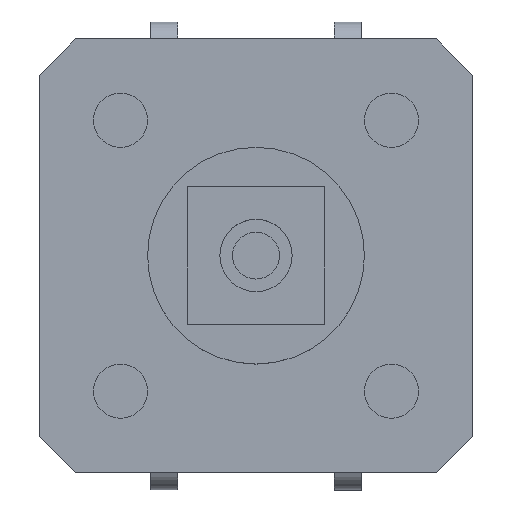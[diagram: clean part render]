
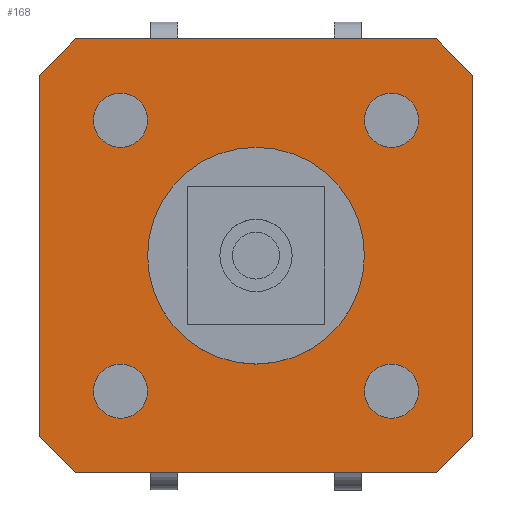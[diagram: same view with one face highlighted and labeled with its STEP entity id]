
A CAD part, top view. The second image highlights one B-rep face of the part: STEP entity #168.
In plain terms, the highlighted planar face has unit normal (0, 0, 1).
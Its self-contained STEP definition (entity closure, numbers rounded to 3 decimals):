
#24 = VERTEX_POINT('',#25);
#25 = CARTESIAN_POINT('',(-6.,-5.,3.3));
#31 = EDGE_CURVE('',#24,#32,#34,.T.);
#32 = VERTEX_POINT('',#33);
#33 = CARTESIAN_POINT('',(-6.,5.,3.3));
#34 = LINE('',#35,#36);
#35 = CARTESIAN_POINT('',(-6.,-5.,3.3));
#36 = VECTOR('',#37,1.);
#37 = DIRECTION('',(0.,1.,0.));
#62 = EDGE_CURVE('',#24,#63,#65,.T.);
#63 = VERTEX_POINT('',#64);
#64 = CARTESIAN_POINT('',(-5.,-6.,3.3));
#65 = LINE('',#66,#67);
#66 = CARTESIAN_POINT('',(-6.,-5.,3.3));
#67 = VECTOR('',#68,1.);
#68 = DIRECTION('',(0.707,-0.707,0.));
#93 = EDGE_CURVE('',#32,#94,#96,.T.);
#94 = VERTEX_POINT('',#95);
#95 = CARTESIAN_POINT('',(-5.,6.,3.3));
#96 = LINE('',#97,#98);
#97 = CARTESIAN_POINT('',(-6.,5.,3.3));
#98 = VECTOR('',#99,1.);
#99 = DIRECTION('',(0.707,0.707,0.));
#168 = ADVANCED_FACE('',(#169,#212,#223,#234,#245,#256),#267,.F.);
#169 = FACE_BOUND('',#170,.F.);
#170 = EDGE_LOOP('',(#171,#172,#173,#181,#189,#197,#205,#211));
#171 = ORIENTED_EDGE('',*,*,#31,.T.);
#172 = ORIENTED_EDGE('',*,*,#93,.T.);
#173 = ORIENTED_EDGE('',*,*,#174,.T.);
#174 = EDGE_CURVE('',#94,#175,#177,.T.);
#175 = VERTEX_POINT('',#176);
#176 = CARTESIAN_POINT('',(5.,6.,3.3));
#177 = LINE('',#178,#179);
#178 = CARTESIAN_POINT('',(-5.,6.,3.3));
#179 = VECTOR('',#180,1.);
#180 = DIRECTION('',(1.,0.,0.));
#181 = ORIENTED_EDGE('',*,*,#182,.T.);
#182 = EDGE_CURVE('',#175,#183,#185,.T.);
#183 = VERTEX_POINT('',#184);
#184 = CARTESIAN_POINT('',(6.,5.,3.3));
#185 = LINE('',#186,#187);
#186 = CARTESIAN_POINT('',(5.,6.,3.3));
#187 = VECTOR('',#188,1.);
#188 = DIRECTION('',(0.707,-0.707,0.));
#189 = ORIENTED_EDGE('',*,*,#190,.T.);
#190 = EDGE_CURVE('',#183,#191,#193,.T.);
#191 = VERTEX_POINT('',#192);
#192 = CARTESIAN_POINT('',(6.,-5.,3.3));
#193 = LINE('',#194,#195);
#194 = CARTESIAN_POINT('',(6.,5.,3.3));
#195 = VECTOR('',#196,1.);
#196 = DIRECTION('',(0.,-1.,0.));
#197 = ORIENTED_EDGE('',*,*,#198,.F.);
#198 = EDGE_CURVE('',#199,#191,#201,.T.);
#199 = VERTEX_POINT('',#200);
#200 = CARTESIAN_POINT('',(5.,-6.,3.3));
#201 = LINE('',#202,#203);
#202 = CARTESIAN_POINT('',(5.,-6.,3.3));
#203 = VECTOR('',#204,1.);
#204 = DIRECTION('',(0.707,0.707,0.));
#205 = ORIENTED_EDGE('',*,*,#206,.T.);
#206 = EDGE_CURVE('',#199,#63,#207,.T.);
#207 = LINE('',#208,#209);
#208 = CARTESIAN_POINT('',(5.,-6.,3.3));
#209 = VECTOR('',#210,1.);
#210 = DIRECTION('',(-1.,0.,0.));
#211 = ORIENTED_EDGE('',*,*,#62,.F.);
#212 = FACE_BOUND('',#213,.F.);
#213 = EDGE_LOOP('',(#214));
#214 = ORIENTED_EDGE('',*,*,#215,.T.);
#215 = EDGE_CURVE('',#216,#216,#218,.T.);
#216 = VERTEX_POINT('',#217);
#217 = CARTESIAN_POINT('',(4.5,-3.75,3.3));
#218 = CIRCLE('',#219,0.75);
#219 = AXIS2_PLACEMENT_3D('',#220,#221,#222);
#220 = CARTESIAN_POINT('',(3.75,-3.75,3.3));
#221 = DIRECTION('',(0.,0.,1.));
#222 = DIRECTION('',(1.,0.,0.));
#223 = FACE_BOUND('',#224,.F.);
#224 = EDGE_LOOP('',(#225));
#225 = ORIENTED_EDGE('',*,*,#226,.T.);
#226 = EDGE_CURVE('',#227,#227,#229,.T.);
#227 = VERTEX_POINT('',#228);
#228 = CARTESIAN_POINT('',(3.,0.,3.3));
#229 = CIRCLE('',#230,3.);
#230 = AXIS2_PLACEMENT_3D('',#231,#232,#233);
#231 = CARTESIAN_POINT('',(0.,0.,3.3));
#232 = DIRECTION('',(0.,0.,1.));
#233 = DIRECTION('',(1.,0.,0.));
#234 = FACE_BOUND('',#235,.F.);
#235 = EDGE_LOOP('',(#236));
#236 = ORIENTED_EDGE('',*,*,#237,.T.);
#237 = EDGE_CURVE('',#238,#238,#240,.T.);
#238 = VERTEX_POINT('',#239);
#239 = CARTESIAN_POINT('',(4.5,3.75,3.3));
#240 = CIRCLE('',#241,0.75);
#241 = AXIS2_PLACEMENT_3D('',#242,#243,#244);
#242 = CARTESIAN_POINT('',(3.75,3.75,3.3));
#243 = DIRECTION('',(0.,0.,1.));
#244 = DIRECTION('',(1.,0.,0.));
#245 = FACE_BOUND('',#246,.F.);
#246 = EDGE_LOOP('',(#247));
#247 = ORIENTED_EDGE('',*,*,#248,.T.);
#248 = EDGE_CURVE('',#249,#249,#251,.T.);
#249 = VERTEX_POINT('',#250);
#250 = CARTESIAN_POINT('',(-3.,3.75,3.3));
#251 = CIRCLE('',#252,0.75);
#252 = AXIS2_PLACEMENT_3D('',#253,#254,#255);
#253 = CARTESIAN_POINT('',(-3.75,3.75,3.3));
#254 = DIRECTION('',(0.,0.,1.));
#255 = DIRECTION('',(1.,0.,0.));
#256 = FACE_BOUND('',#257,.F.);
#257 = EDGE_LOOP('',(#258));
#258 = ORIENTED_EDGE('',*,*,#259,.T.);
#259 = EDGE_CURVE('',#260,#260,#262,.T.);
#260 = VERTEX_POINT('',#261);
#261 = CARTESIAN_POINT('',(-3.,-3.75,3.3));
#262 = CIRCLE('',#263,0.75);
#263 = AXIS2_PLACEMENT_3D('',#264,#265,#266);
#264 = CARTESIAN_POINT('',(-3.75,-3.75,3.3));
#265 = DIRECTION('',(0.,0.,1.));
#266 = DIRECTION('',(1.,0.,0.));
#267 = PLANE('',#268);
#268 = AXIS2_PLACEMENT_3D('',#269,#270,#271);
#269 = CARTESIAN_POINT('',(0.,0.,3.3));
#270 = DIRECTION('',(-0.,-0.,-1.));
#271 = DIRECTION('',(-1.,0.,0.));
